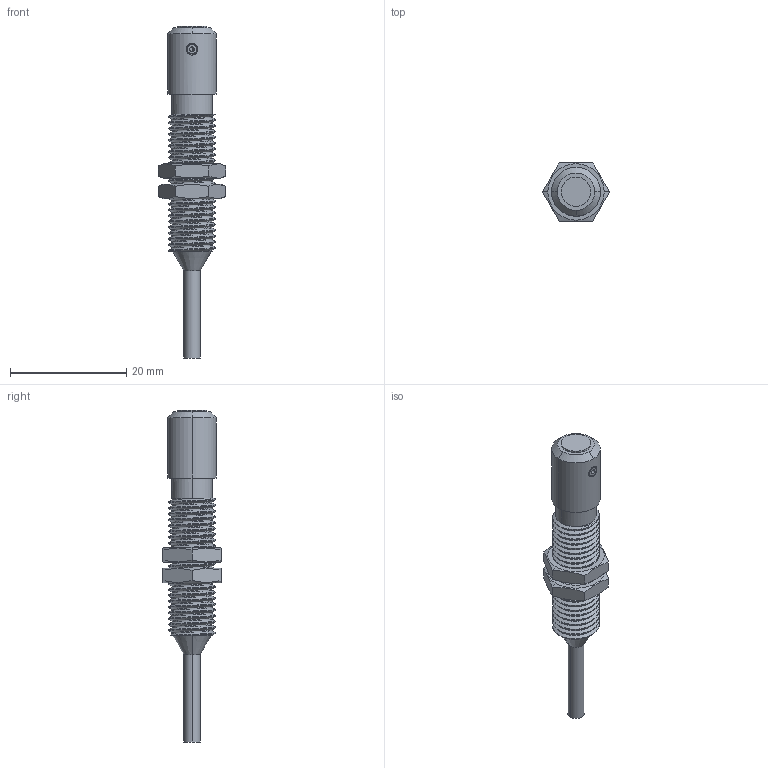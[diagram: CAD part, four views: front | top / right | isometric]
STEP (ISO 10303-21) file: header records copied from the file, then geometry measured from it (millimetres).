
FILE_DESCRIPTION (( 'STEP AP214' ), '1' );
FILE_NAME ('PXCNTMR-T8B-TX_3D.STEP', '2022-11-16T19:48:12', ( '' ), ( '' ), 'SwSTEP 2.0', 'SolidWorks 2022', '' );
FILE_SCHEMA (( 'AUTOMOTIVE_DESIGN' ));
Length unit declared in the file: inch
Products named in the file (1): PXCNTMR-T8B-TX_3D
Bounding box: 11.55 x 10 x 57.1 mm (x, y, z)
Volume: 2091.8 mm3; surface area: 2078 mm2
Topology: 5 solids, 5 shells, 117 faces, 297 edges, 192 vertices
Faces by surface type: cylinder 74, plane 27, cone 13, bspline 3
Entity records: 8236 total; most frequent: CARTESIAN_POINT 5659, ORIENTED_EDGE 594, DIRECTION 436, EDGE_CURVE 297, VERTEX_POINT 192, AXIS2_PLACEMENT_3D 169, EDGE_LOOP 129, ADVANCED_FACE 117
